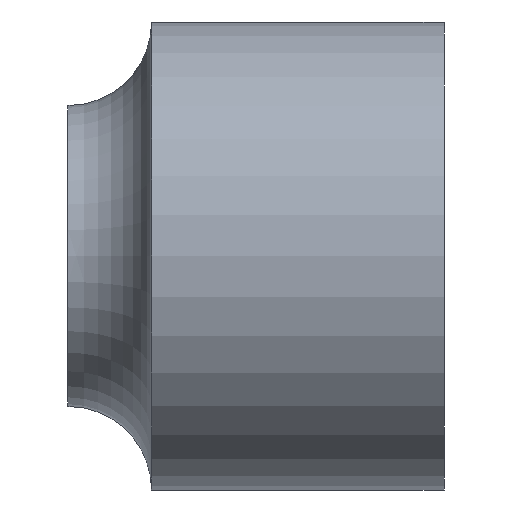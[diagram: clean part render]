
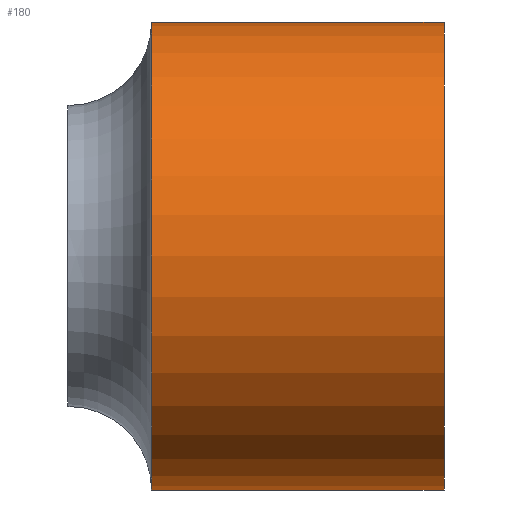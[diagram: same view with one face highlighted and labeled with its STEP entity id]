
A CAD part, left-side view. The second image highlights one B-rep face of the part: STEP entity #180.
In plain terms, the highlighted cylindrical face has radius 14 mm (diameter 28 mm), a full revolution.
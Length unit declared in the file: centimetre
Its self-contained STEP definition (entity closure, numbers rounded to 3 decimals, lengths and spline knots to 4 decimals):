
#41=B_SPLINE_CURVE_WITH_KNOTS('',3,(#277,#278,#279,#280,#281,#282,#283,
#284,#285,#286,#287,#288,#289,#290,#291,#292,#293,#294,#295,#296,#297,#298,
#299,#300,#301,#302,#303,#304,#305,#306,#307,#308,#309,#310),
 .UNSPECIFIED.,.T.,.F.,(4,2,2,2,2,2,2,2,2,2,2,2,2,2,2,2,4),(-4.9569,
-4.6463,-4.3357,-4.0267,-3.7176,
-3.4086,-3.0996,-2.789,-2.4784,
-2.1678,-1.8572,-1.5482,-1.2392,
-0.9302,-0.6212,-0.3106,0.),
 .UNSPECIFIED.);
#42=CYLINDRICAL_SURFACE('',#197,1.4);
#53=FACE_BOUND('',#75,.T.);
#54=FACE_BOUND('',#76,.T.);
#60=FACE_OUTER_BOUND('',#74,.T.);
#74=EDGE_LOOP('',(#138));
#75=EDGE_LOOP('',(#139));
#76=EDGE_LOOP('',(#140));
#91=CIRCLE('',#196,1.4);
#92=CIRCLE('',#198,1.4);
#99=VERTEX_POINT('',#271);
#100=VERTEX_POINT('',#274);
#101=VERTEX_POINT('',#276);
#115=EDGE_CURVE('',#99,#99,#91,.T.);
#116=EDGE_CURVE('',#100,#100,#92,.T.);
#117=EDGE_CURVE('',#101,#101,#41,.T.);
#138=ORIENTED_EDGE('',*,*,#116,.F.);
#139=ORIENTED_EDGE('',*,*,#115,.F.);
#140=ORIENTED_EDGE('',*,*,#117,.T.);
#180=ADVANCED_FACE('',(#60,#53,#54),#42,.T.);
#196=AXIS2_PLACEMENT_3D('',#272,#222,#223);
#197=AXIS2_PLACEMENT_3D('',#273,#224,#225);
#198=AXIS2_PLACEMENT_3D('',#275,#226,#227);
#222=DIRECTION('center_axis',(0.,-1.,0.));
#223=DIRECTION('ref_axis',(-1.,0.,0.));
#224=DIRECTION('center_axis',(0.,-1.,0.));
#225=DIRECTION('ref_axis',(1.,0.,0.));
#226=DIRECTION('center_axis',(0.,1.,0.));
#227=DIRECTION('ref_axis',(1.,0.,0.));
#271=CARTESIAN_POINT('',(-1.4,-0.875,0.));
#272=CARTESIAN_POINT('Origin',(0.,-0.875,0.));
#273=CARTESIAN_POINT('Origin',(0.,-0.9875,0.));
#274=CARTESIAN_POINT('',(-1.4,0.875,0.));
#275=CARTESIAN_POINT('Origin',(0.,0.875,0.));
#276=CARTESIAN_POINT('',(1.1489,0.,-0.8));
#277=CARTESIAN_POINT('Ctrl Pts',(1.1489,0.,
-0.8));
#278=CARTESIAN_POINT('Ctrl Pts',(1.1489,-0.1035,-0.8));
#279=CARTESIAN_POINT('Ctrl Pts',(1.1644,-0.2116,-0.7788));
#280=CARTESIAN_POINT('Ctrl Pts',(1.2154,-0.4075,-0.6966));
#281=CARTESIAN_POINT('Ctrl Pts',(1.2498,-0.4958,-0.6356));
#282=CARTESIAN_POINT('Ctrl Pts',(1.3113,-0.6352,-0.4962));
#283=CARTESIAN_POINT('Ctrl Pts',(1.3431,-0.6965,-0.4078));
#284=CARTESIAN_POINT('Ctrl Pts',(1.3876,-0.7789,-0.2113));
#285=CARTESIAN_POINT('Ctrl Pts',(1.4,-0.8,-0.103));
#286=CARTESIAN_POINT('Ctrl Pts',(1.4,-0.8,0.103));
#287=CARTESIAN_POINT('Ctrl Pts',(1.3876,-0.7789,0.2113));
#288=CARTESIAN_POINT('Ctrl Pts',(1.3431,-0.6965,0.4078));
#289=CARTESIAN_POINT('Ctrl Pts',(1.3113,-0.6352,0.4962));
#290=CARTESIAN_POINT('Ctrl Pts',(1.2498,-0.4958,0.6356));
#291=CARTESIAN_POINT('Ctrl Pts',(1.2154,-0.4075,0.6966));
#292=CARTESIAN_POINT('Ctrl Pts',(1.1644,-0.2116,0.7788));
#293=CARTESIAN_POINT('Ctrl Pts',(1.1489,-0.1035,0.8));
#294=CARTESIAN_POINT('Ctrl Pts',(1.1489,0.1035,0.8));
#295=CARTESIAN_POINT('Ctrl Pts',(1.1644,0.2116,0.7788));
#296=CARTESIAN_POINT('Ctrl Pts',(1.2154,0.4075,0.6966));
#297=CARTESIAN_POINT('Ctrl Pts',(1.2498,0.4958,0.6356));
#298=CARTESIAN_POINT('Ctrl Pts',(1.3113,0.6352,0.4962));
#299=CARTESIAN_POINT('Ctrl Pts',(1.3431,0.6965,0.4078));
#300=CARTESIAN_POINT('Ctrl Pts',(1.3876,0.7789,0.2113));
#301=CARTESIAN_POINT('Ctrl Pts',(1.4,0.8,0.103));
#302=CARTESIAN_POINT('Ctrl Pts',(1.4,0.8,-0.103));
#303=CARTESIAN_POINT('Ctrl Pts',(1.3876,0.7789,-0.2113));
#304=CARTESIAN_POINT('Ctrl Pts',(1.3431,0.6965,-0.4078));
#305=CARTESIAN_POINT('Ctrl Pts',(1.3113,0.6352,-0.4962));
#306=CARTESIAN_POINT('Ctrl Pts',(1.2498,0.4958,-0.6356));
#307=CARTESIAN_POINT('Ctrl Pts',(1.2154,0.4075,-0.6966));
#308=CARTESIAN_POINT('Ctrl Pts',(1.1644,0.2116,-0.7788));
#309=CARTESIAN_POINT('Ctrl Pts',(1.1489,0.1035,-0.8));
#310=CARTESIAN_POINT('Ctrl Pts',(1.1489,0.,
-0.8));
